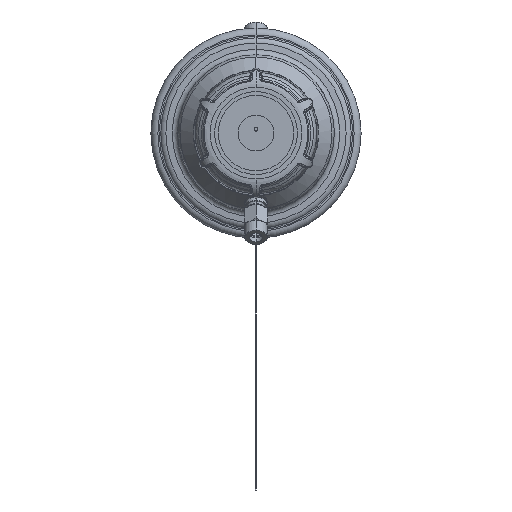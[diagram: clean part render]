
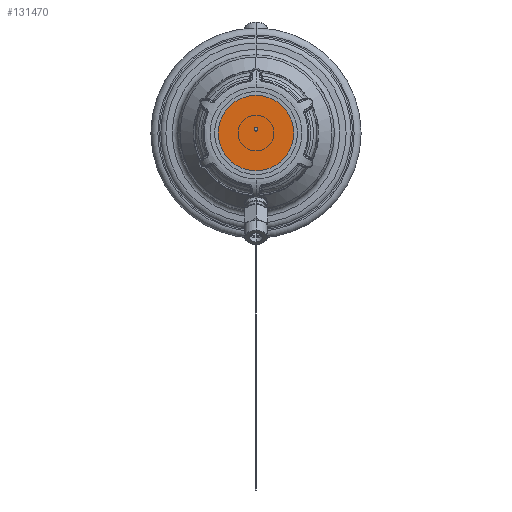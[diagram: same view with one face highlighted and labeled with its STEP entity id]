
A CAD part, front view. The second image highlights one B-rep face of the part: STEP entity #131470.
In plain terms, the highlighted face is planar.
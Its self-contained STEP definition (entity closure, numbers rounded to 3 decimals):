
#131381=CARTESIAN_POINT('',(0.,0.,0.));
#131382=DIRECTION('',(1.,0.,0.));
#131383=DIRECTION('',(0.,-1.,0.));
#131384=AXIS2_PLACEMENT_3D('',#131381,#131382,#131383);
#131386=CARTESIAN_POINT('',(0.,0.,0.));
#131387=DIRECTION('',(1.,0.,0.));
#131388=DIRECTION('',(0.,1.,0.));
#131389=AXIS2_PLACEMENT_3D('',#131386,#131387,#131388);
#131391=CARTESIAN_POINT('',(0.,0.,2.));
#131392=DIRECTION('',(-1.,0.,0.));
#131393=DIRECTION('',(0.,-1.,0.));
#131394=AXIS2_PLACEMENT_3D('',#131391,#131392,#131393);
#131396=CARTESIAN_POINT('',(0.,0.,2.));
#131397=DIRECTION('',(-1.,0.,0.));
#131398=DIRECTION('',(0.,1.,0.));
#131399=AXIS2_PLACEMENT_3D('',#131396,#131397,#131398);
#131437=CARTESIAN_POINT('',(0.,-19.05,0.));
#131438=CARTESIAN_POINT('',(0.,19.05,0.));
#131439=VERTEX_POINT('',#131437);
#131440=VERTEX_POINT('',#131438);
#131441=CARTESIAN_POINT('',(0.,-1.,2.));
#131442=CARTESIAN_POINT('',(0.,1.,2.));
#131443=VERTEX_POINT('',#131441);
#131444=VERTEX_POINT('',#131442);
#131453=CARTESIAN_POINT('',(0.,0.,0.));
#131454=DIRECTION('',(1.,0.,0.));
#131455=DIRECTION('',(0.,-1.,0.));
#131456=AXIS2_PLACEMENT_3D('',#131453,#131454,#131455);
#131457=PLANE('',#131456);
#131459=ORIENTED_EDGE('',*,*,#131458,.T.);
#131461=ORIENTED_EDGE('',*,*,#131460,.T.);
#131462=EDGE_LOOP('',(#131459,#131461));
#131463=FACE_OUTER_BOUND('',#131462,.F.);
#131465=ORIENTED_EDGE('',*,*,#131464,.T.);
#131467=ORIENTED_EDGE('',*,*,#131466,.T.);
#131468=EDGE_LOOP('',(#131465,#131467));
#131469=FACE_BOUND('',#131468,.F.);
#131470=ADVANCED_FACE('',(#131463,#131469),#131457,.F.);
#131385=CIRCLE('',#131384,19.05);
#131390=CIRCLE('',#131389,19.05);
#131395=CIRCLE('',#131394,1.);
#131400=CIRCLE('',#131399,1.);
#131458=EDGE_CURVE('',#131439,#131440,#131385,.T.);
#131460=EDGE_CURVE('',#131440,#131439,#131390,.T.);
#131464=EDGE_CURVE('',#131443,#131444,#131395,.T.);
#131466=EDGE_CURVE('',#131444,#131443,#131400,.T.);
